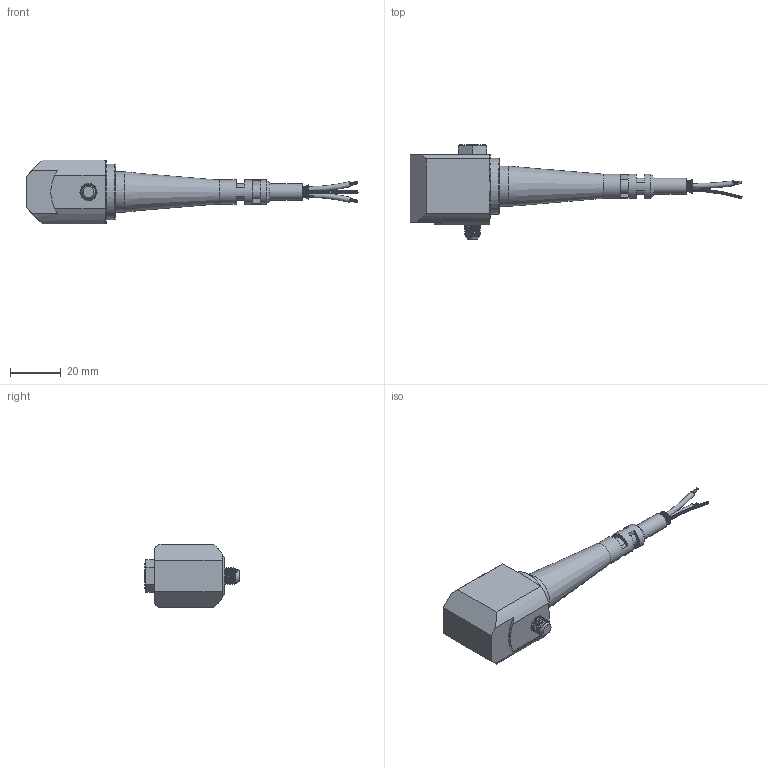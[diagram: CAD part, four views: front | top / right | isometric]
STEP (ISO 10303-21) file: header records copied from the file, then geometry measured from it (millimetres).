
FILE_DESCRIPTION(/* description */ (''),/* implementation_level */ '2;1');
FILE_NAME(/* name */ 'MASTER_STANDARD_SIDE_EXIT_INTEGRAL_DARK-BLUE.stp',/* time_stamp */ '2017-04-25T15:08:46-04:00',/* author */ ('aneininger'),/* organization */ (''),/* preprocessor_version */ 'ST-DEVELOPER v16.5',/* originating_system */ 'Autodesk Inventor 2017',/* authorisation */ '');
FILE_SCHEMA (('AUTOMOTIVE_DESIGN { 1 0 10303 214 3 1 1 }'));
Products named in the file (3): MASTER_STANDARD_SIDE_EXIT_INTEGRAL_DARK-BLUE; MASTER_STANDARD_SIDE_EXIT_INTEGRAL_DARK-BLUE_1; ACP32018
Assembly tree (2 placements, depth 2):
  MASTER_STANDARD_SIDE_EXIT_INTEGRAL_DARK-BLUE
    MASTER_STANDARD_SIDE_EXIT_INTEGRAL_DARK-BLUE_1
    ACP32018
Bounding box: 130.97 x 37.16 x 25.15 mm (x, y, z)
Volume: 28887 mm3; surface area: 9525.6 mm2
Topology: 42 solids, 59 shells, 730 faces, 2218 edges, 1287 vertices
Faces by surface type: bspline 333, plane 196, torus 96, cylinder 95, cone 10
Full cylindrical faces by diameter (mm): 0.199 x1, 0.203 x24, 4.026 x1, 4.953 x1, 5.359 x1, 6.35 x1, 6.756 x1, 9.525 x1, 15.875 x1, 22.047 x1
Entity records: 41782 total; most frequent: CARTESIAN_POINT 21453, ORIENTED_EDGE 4464, DIRECTION 4446, AXIS2_PLACEMENT_3D 2175, EDGE_CURVE 2124, CIRCLE 1404, VERTEX_POINT 1248, EDGE_LOOP 823
